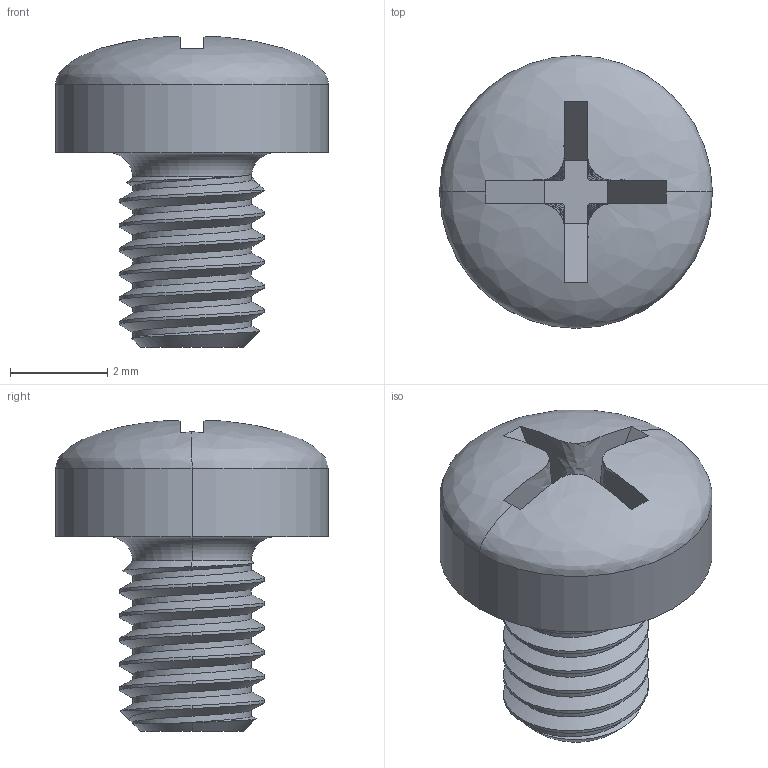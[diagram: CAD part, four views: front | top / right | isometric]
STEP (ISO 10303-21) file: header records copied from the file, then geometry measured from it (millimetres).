
FILE_DESCRIPTION (( 'STEP AP214' ), '1' );
FILE_NAME ('User Library-M3x0.5xL Phillips Panhead Screw.STEP', '2017-03-12T21:06:53', ( 'Windows User' ), ( '' ), 'SwSTEP 2.0', 'SolidWorks 2017', '' );
FILE_SCHEMA (( 'AUTOMOTIVE_DESIGN' ));
Length unit declared in the file: millimetre
Products named in the file (1): User Library-M3x0.5xL Phillips Panhead Screw
Bounding box: 5.6 x 5.6 x 6.38 mm (x, y, z)
Volume: 67.6 mm3; surface area: 147.9 mm2
Topology: 1 solids, 1 shells, 41 faces, 112 edges, 74 vertices
Faces by surface type: cylinder 15, bspline 10, plane 9, cone 5, torus 2
Entity records: 2565 total; most frequent: CARTESIAN_POINT 1633, ORIENTED_EDGE 224, DIRECTION 147, EDGE_CURVE 112, VERTEX_POINT 74, AXIS2_PLACEMENT_3D 52, VECTOR 43, LINE 43
